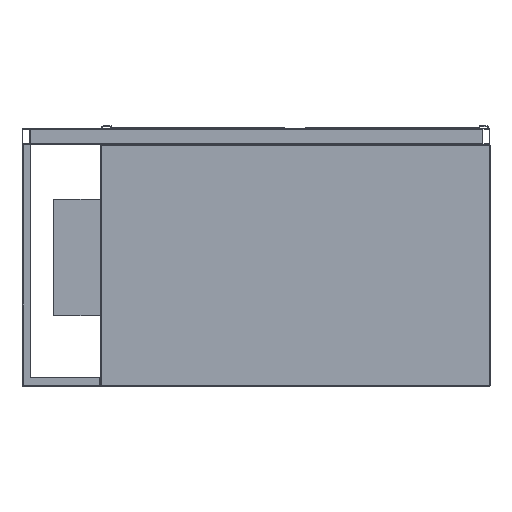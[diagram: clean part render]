
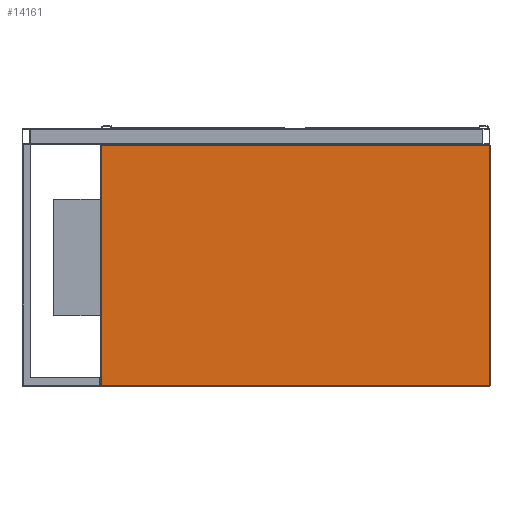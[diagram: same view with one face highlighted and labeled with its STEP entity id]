
A CAD part, front view. The second image highlights one B-rep face of the part: STEP entity #14161.
In plain terms, the highlighted planar face has unit normal (0, -1, 0).
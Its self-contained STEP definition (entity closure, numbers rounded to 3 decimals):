
#117 = CARTESIAN_POINT ( 'NONE',  ( -500., -280., -658. ) ) ;
#1944 = LINE ( 'NONE', #5190, #34116 ) ;
#3153 = DIRECTION ( 'NONE',  ( 0., 0., 1. ) ) ;
#3697 = FACE_OUTER_BOUND ( 'NONE', #17820, .T. ) ;
#4052 = CARTESIAN_POINT ( 'NONE',  ( -500., -280., -660. ) ) ;
#4832 = CARTESIAN_POINT ( 'NONE',  ( 498., -280., -42. ) ) ;
#5017 = DIRECTION ( 'NONE',  ( 0., 0., -1. ) ) ;
#5190 = CARTESIAN_POINT ( 'NONE',  ( -498., -280., -660. ) ) ;
#5712 = LINE ( 'NONE', #24535, #27419 ) ;
#6714 = DIRECTION ( 'NONE',  ( -1., 0., 0. ) ) ;
#7431 = VERTEX_POINT ( 'NONE', #17188 ) ;
#7907 = VECTOR ( 'NONE', #6714, 1000. ) ;
#9356 = AXIS2_PLACEMENT_3D ( 'NONE', #4052, #18191, #23631 ) ;
#9442 = LINE ( 'NONE', #31496, #7907 ) ;
#11849 = CARTESIAN_POINT ( 'NONE',  ( 498., -280., -658. ) ) ;
#12131 = ORIENTED_EDGE ( 'NONE', *, *, #19721, .T. ) ;
#12412 = VECTOR ( 'NONE', #17126, 1000. ) ;
#14025 = ORIENTED_EDGE ( 'NONE', *, *, #26296, .T. ) ;
#14161 = ADVANCED_FACE ( 'Fl�che8', ( #3697 ), #28868, .T. ) ;
#17126 = DIRECTION ( 'NONE',  ( 1., 0., 0. ) ) ;
#17188 = CARTESIAN_POINT ( 'NONE',  ( -498., -280., -42. ) ) ;
#17607 = ORIENTED_EDGE ( 'NONE', *, *, #20461, .T. ) ;
#17820 = EDGE_LOOP ( 'NONE', ( #14025, #31831, #12131, #17607 ) ) ;
#18191 = DIRECTION ( 'NONE',  ( 0., -1., 0. ) ) ;
#19310 = LINE ( 'NONE', #117, #12412 ) ;
#19376 = CARTESIAN_POINT ( 'NONE',  ( -498., -280., -658. ) ) ;
#19721 = EDGE_CURVE ( 'NONE', #22516, #28924, #19310, .T. ) ;
#20461 = EDGE_CURVE ( 'NONE', #28924, #35827, #5712, .T. ) ;
#22516 = VERTEX_POINT ( 'NONE', #19376 ) ;
#23631 = DIRECTION ( 'NONE',  ( 0., 0., -1. ) ) ;
#24535 = CARTESIAN_POINT ( 'NONE',  ( 498., -280., -660. ) ) ;
#26296 = EDGE_CURVE ( 'NONE', #35827, #7431, #9442, .T. ) ;
#27419 = VECTOR ( 'NONE', #3153, 1000. ) ;
#28868 = PLANE ( 'NONE',  #9356 ) ;
#28924 = VERTEX_POINT ( 'NONE', #11849 ) ;
#31496 = CARTESIAN_POINT ( 'NONE',  ( -500., -280., -42. ) ) ;
#31831 = ORIENTED_EDGE ( 'NONE', *, *, #34455, .T. ) ;
#34116 = VECTOR ( 'NONE', #5017, 1000. ) ;
#34455 = EDGE_CURVE ( 'NONE', #7431, #22516, #1944, .T. ) ;
#35827 = VERTEX_POINT ( 'NONE', #4832 ) ;
